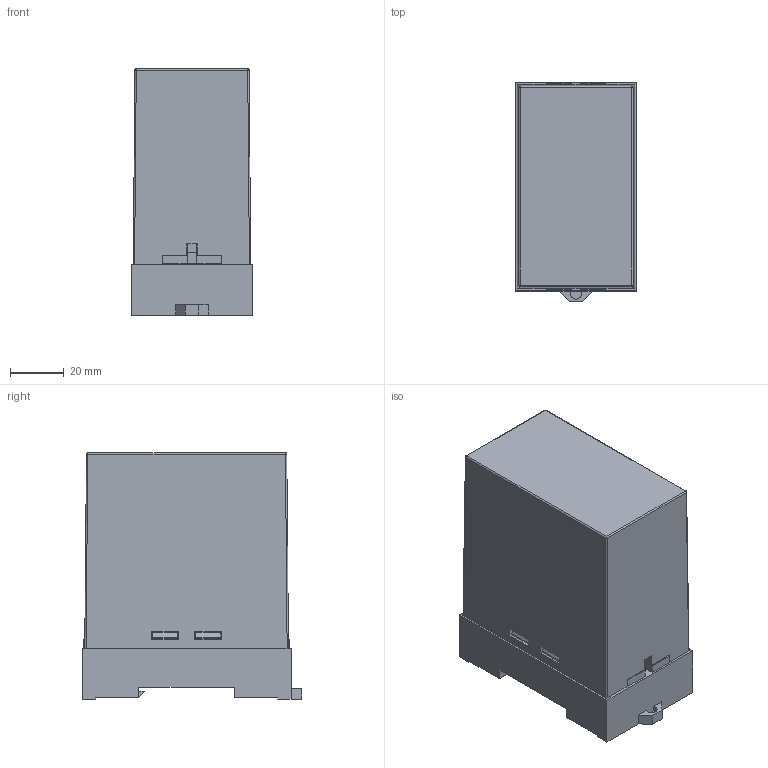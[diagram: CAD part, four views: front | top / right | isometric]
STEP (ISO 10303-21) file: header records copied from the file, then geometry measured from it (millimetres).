
FILE_DESCRIPTION (( 'STEP AP214' ), '1' );
FILE_NAME ('27XJ3-G.STEP', '2025-04-07T02:51:46', ( '' ), ( 'Microsoft' ), 'SwSTEP 2.0', 'SolidWorks 2014', '' );
FILE_SCHEMA (( 'AUTOMOTIVE_DESIGN' ));
Length unit declared in the file: millimetre
Products named in the file (5): 諉盄釱; 3-21 - 萵掛_1; 2; 1; 27XJ3-G
Assembly tree (4 placements, depth 2):
  27XJ3-G
    1
    2
    3-21 - 萵掛_1
    諉盄釱
Bounding box: 45 x 81.5 x 91.5 mm (x, y, z)
Volume: 106117.1 mm3; surface area: 70010.6 mm2
Topology: 5 solids, 5 shells, 377 faces, 1004 edges, 660 vertices
Faces by surface type: plane 258, cylinder 107, bspline 8, cone 4
Entity records: 12055 total; most frequent: CARTESIAN_POINT 2197, ORIENTED_EDGE 2004, DIRECTION 1979, EDGE_CURVE 1002, VECTOR 759, LINE 759, VERTEX_POINT 660, AXIS2_PLACEMENT_3D 610
